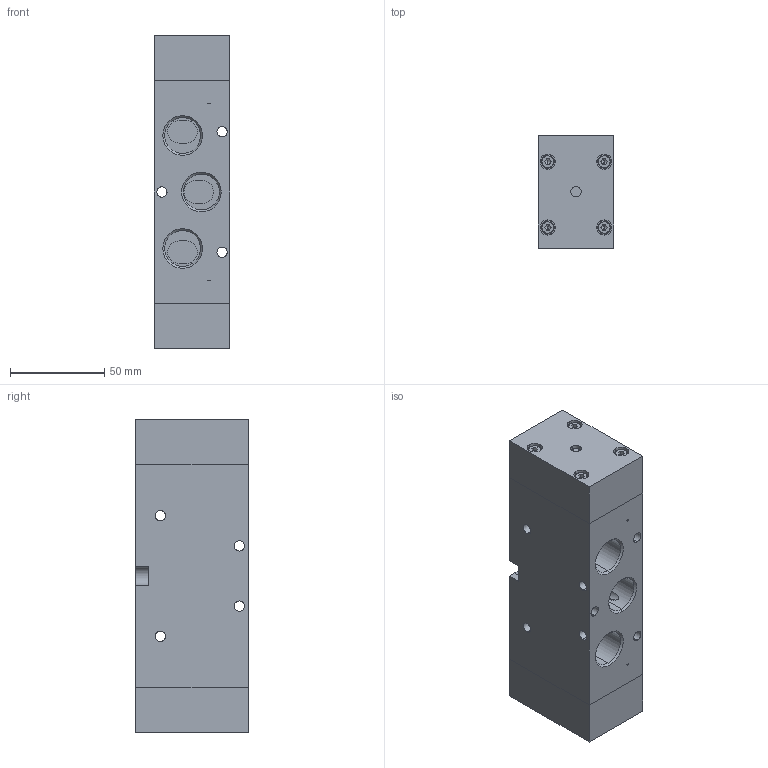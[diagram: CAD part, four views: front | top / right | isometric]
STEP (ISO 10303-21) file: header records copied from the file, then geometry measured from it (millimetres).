
FILE_DESCRIPTION (( 'STEP AP214' ), '1' );
FILE_NAME ('02_007_4.STEP', '2016-02-02T08:19:06', ( '' ), ( '' ), 'SwSTEP 2.0', 'SolidWorks 2016', '' );
FILE_SCHEMA (( 'AUTOMOTIVE_DESIGN' ));
Length unit declared in the file: millimetre
Products named in the file (1): 02_007_4
Bounding box: 40 x 60 x 166 mm (x, y, z)
Volume: 359234 mm3; surface area: 64010.6 mm2
Topology: 11 solids, 11 shells, 917 faces, 2279 edges, 1418 vertices
Faces by surface type: cone 338, cylinder 306, plane 235, torus 26, sphere 12
Entity records: 29056 total; most frequent: DIRECTION 5178, CARTESIAN_POINT 4992, ORIENTED_EDGE 4466, EDGE_CURVE 2233, AXIS2_PLACEMENT_3D 2080, VERTEX_POINT 1400, CIRCLE 1162, LINE 1018
